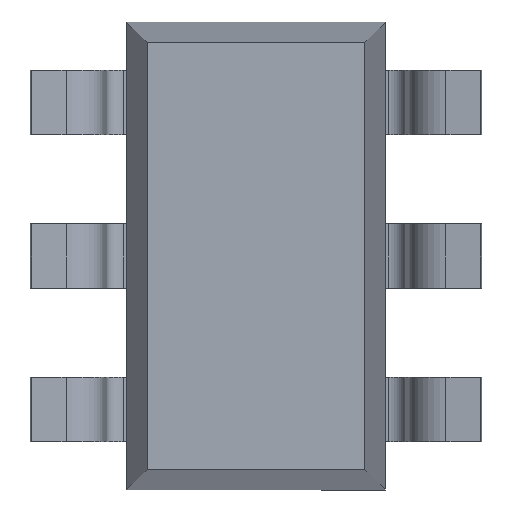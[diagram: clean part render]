
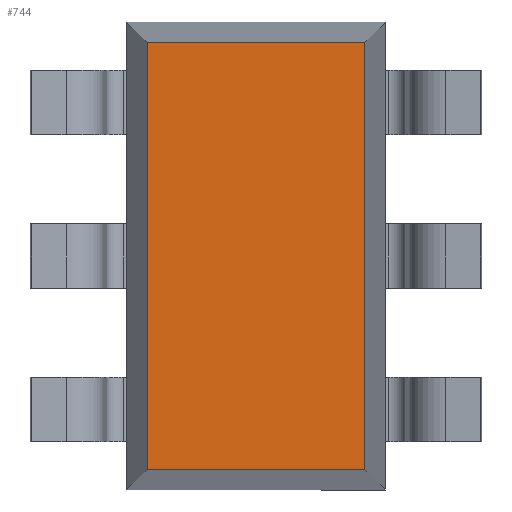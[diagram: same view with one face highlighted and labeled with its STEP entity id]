
A CAD part, front view. The second image highlights one B-rep face of the part: STEP entity #744.
In plain terms, the highlighted planar face has unit normal (0, -1, 0).
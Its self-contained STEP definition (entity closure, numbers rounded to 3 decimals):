
#56 = ORIENTED_EDGE ( 'NONE', *, *, #2456, .T. ) ;
#117 = CARTESIAN_POINT ( 'NONE',  ( 0.674, 0.15, 1.324 ) ) ;
#136 = CARTESIAN_POINT ( 'NONE',  ( 0.674, 0.15, -1.45 ) ) ;
#165 = LINE ( 'NONE', #136, #619 ) ;
#240 = DIRECTION ( 'NONE',  ( 0., 0., -1. ) ) ;
#384 = EDGE_CURVE ( 'NONE', #3079, #2157, #1201, .T. ) ;
#468 = VERTEX_POINT ( 'NONE', #982 ) ;
#483 = ORIENTED_EDGE ( 'NONE', *, *, #2711, .T. ) ;
#619 = VECTOR ( 'NONE', #3020, 1000. ) ;
#744 = ADVANCED_FACE ( 'NONE', ( #1924 ), #1431, .T. ) ;
#909 = DIRECTION ( 'NONE',  ( 0., 0., -1. ) ) ;
#935 = LINE ( 'NONE', #2155, #2842 ) ;
#962 = DIRECTION ( 'NONE',  ( -1., 0., 0. ) ) ;
#982 = CARTESIAN_POINT ( 'NONE',  ( -0.674, 0.15, -1.324 ) ) ;
#1080 = CARTESIAN_POINT ( 'NONE',  ( -0.674, 0.15, 1.324 ) ) ;
#1173 = LINE ( 'NONE', #2139, #1572 ) ;
#1201 = LINE ( 'NONE', #2604, #3088 ) ;
#1307 = EDGE_CURVE ( 'NONE', #468, #2860, #935, .T. ) ;
#1431 = PLANE ( 'NONE',  #2890 ) ;
#1449 = CARTESIAN_POINT ( 'NONE',  ( 0.674, 0.15, -1.324 ) ) ;
#1455 = ORIENTED_EDGE ( 'NONE', *, *, #1307, .T. ) ;
#1572 = VECTOR ( 'NONE', #240, 1000. ) ;
#1618 = CARTESIAN_POINT ( 'NONE',  ( 0., 0.15, 0. ) ) ;
#1894 = DIRECTION ( 'NONE',  ( 0., -1., 0. ) ) ;
#1924 = FACE_OUTER_BOUND ( 'NONE', #2873, .T. ) ;
#1929 = DIRECTION ( 'NONE',  ( 1., 0., 0. ) ) ;
#2139 = CARTESIAN_POINT ( 'NONE',  ( -0.674, 0.15, 1.45 ) ) ;
#2155 = CARTESIAN_POINT ( 'NONE',  ( -0.8, 0.15, -1.324 ) ) ;
#2157 = VERTEX_POINT ( 'NONE', #1080 ) ;
#2231 = ORIENTED_EDGE ( 'NONE', *, *, #384, .T. ) ;
#2456 = EDGE_CURVE ( 'NONE', #2157, #468, #1173, .T. ) ;
#2604 = CARTESIAN_POINT ( 'NONE',  ( 0.8, 0.15, 1.324 ) ) ;
#2711 = EDGE_CURVE ( 'NONE', #2860, #3079, #165, .T. ) ;
#2842 = VECTOR ( 'NONE', #1929, 1000. ) ;
#2860 = VERTEX_POINT ( 'NONE', #1449 ) ;
#2873 = EDGE_LOOP ( 'NONE', ( #1455, #483, #2231, #56 ) ) ;
#2890 = AXIS2_PLACEMENT_3D ( 'NONE', #1618, #1894, #909 ) ;
#3020 = DIRECTION ( 'NONE',  ( 0., 0., 1. ) ) ;
#3079 = VERTEX_POINT ( 'NONE', #117 ) ;
#3088 = VECTOR ( 'NONE', #962, 1000. ) ;
